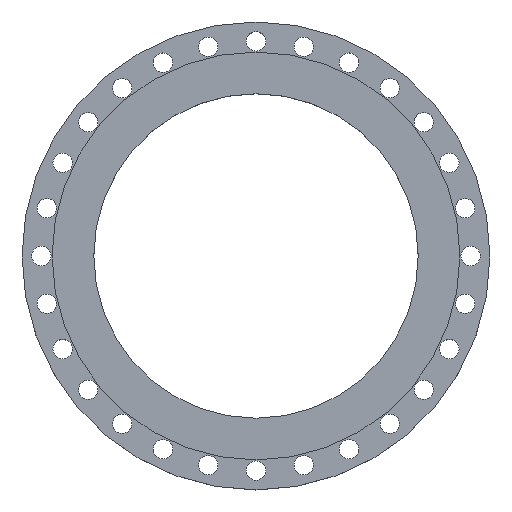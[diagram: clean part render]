
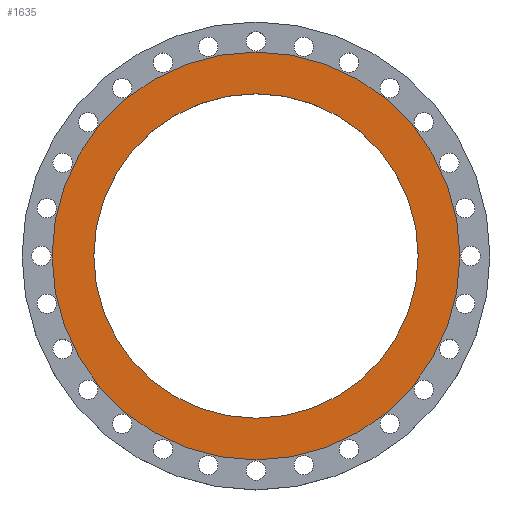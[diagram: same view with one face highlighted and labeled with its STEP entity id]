
A CAD part, top view. The second image highlights one B-rep face of the part: STEP entity #1635.
In plain terms, the highlighted planar face has unit normal (0, 0, 1).
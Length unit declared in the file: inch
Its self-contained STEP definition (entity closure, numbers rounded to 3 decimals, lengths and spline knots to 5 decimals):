
#20 = EDGE_LOOP ( 'NONE', ( #868, #2434 ) ) ;
#24 = EDGE_CURVE ( 'NONE', #1393, #975, #2051, .T. ) ;
#63 = DIRECTION ( 'NONE',  ( 0., 0., 1. ) ) ;
#93 = ORIENTED_EDGE ( 'NONE', *, *, #24, .F. ) ;
#130 = VERTEX_POINT ( 'NONE', #1854 ) ;
#335 = DIRECTION ( 'NONE',  ( 0., 0., 1. ) ) ;
#343 = CARTESIAN_POINT ( 'NONE',  ( -15.6875, 0., 0. ) ) ;
#551 = CARTESIAN_POINT ( 'NONE',  ( 0., 0., 0. ) ) ;
#559 = AXIS2_PLACEMENT_3D ( 'NONE', #1486, #1287, #1094 ) ;
#594 = AXIS2_PLACEMENT_3D ( 'NONE', #2160, #2328, #950 ) ;
#710 = ORIENTED_EDGE ( 'NONE', *, *, #1110, .F. ) ;
#858 = FACE_BOUND ( 'NONE', #1262, .T. ) ;
#868 = ORIENTED_EDGE ( 'NONE', *, *, #1095, .T. ) ;
#922 = DIRECTION ( 'NONE',  ( 1., 0., 0. ) ) ;
#950 = DIRECTION ( 'NONE',  ( 1., 0., 0. ) ) ;
#975 = VERTEX_POINT ( 'NONE', #1231 ) ;
#1094 = DIRECTION ( 'NONE',  ( -1., 0., 0. ) ) ;
#1095 = EDGE_CURVE ( 'NONE', #130, #1671, #1796, .T. ) ;
#1103 = CIRCLE ( 'NONE', #2378, 15.6875 ) ;
#1110 = EDGE_CURVE ( 'NONE', #975, #1393, #1103, .T. ) ;
#1113 = PLANE ( 'NONE',  #559 ) ;
#1231 = CARTESIAN_POINT ( 'NONE',  ( 15.6875, 0., 0. ) ) ;
#1262 = EDGE_LOOP ( 'NONE', ( #710, #93 ) ) ;
#1287 = DIRECTION ( 'NONE',  ( 0., 0., -1. ) ) ;
#1308 = CARTESIAN_POINT ( 'NONE',  ( 0., 0., 0. ) ) ;
#1393 = VERTEX_POINT ( 'NONE', #343 ) ;
#1486 = CARTESIAN_POINT ( 'NONE',  ( 0., 15.6875, 0. ) ) ;
#1635 = ADVANCED_FACE ( 'NONE', ( #858, #1678 ), #1113, .F. ) ;
#1671 = VERTEX_POINT ( 'NONE', #2122 ) ;
#1678 = FACE_OUTER_BOUND ( 'NONE', #20, .T. ) ;
#1732 = DIRECTION ( 'NONE',  ( 1., 0., 0. ) ) ;
#1796 = CIRCLE ( 'NONE', #594, 19.71875 ) ;
#1854 = CARTESIAN_POINT ( 'NONE',  ( 19.71875, 0., 0. ) ) ;
#1893 = CARTESIAN_POINT ( 'NONE',  ( 0., 0., 0. ) ) ;
#1920 = DIRECTION ( 'NONE',  ( 1., 0., 0. ) ) ;
#2016 = AXIS2_PLACEMENT_3D ( 'NONE', #1893, #63, #1920 ) ;
#2051 = CIRCLE ( 'NONE', #2016, 15.6875 ) ;
#2101 = EDGE_CURVE ( 'NONE', #1671, #130, #2223, .T. ) ;
#2122 = CARTESIAN_POINT ( 'NONE',  ( -19.71875, 0., 0. ) ) ;
#2142 = AXIS2_PLACEMENT_3D ( 'NONE', #551, #335, #922 ) ;
#2160 = CARTESIAN_POINT ( 'NONE',  ( 0., 0., 0. ) ) ;
#2223 = CIRCLE ( 'NONE', #2142, 19.71875 ) ;
#2328 = DIRECTION ( 'NONE',  ( 0., 0., 1. ) ) ;
#2370 = DIRECTION ( 'NONE',  ( 0., 0., 1. ) ) ;
#2378 = AXIS2_PLACEMENT_3D ( 'NONE', #1308, #2370, #1732 ) ;
#2434 = ORIENTED_EDGE ( 'NONE', *, *, #2101, .T. ) ;
